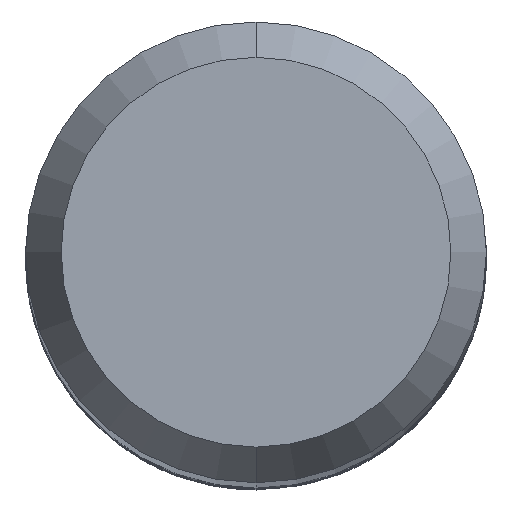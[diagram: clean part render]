
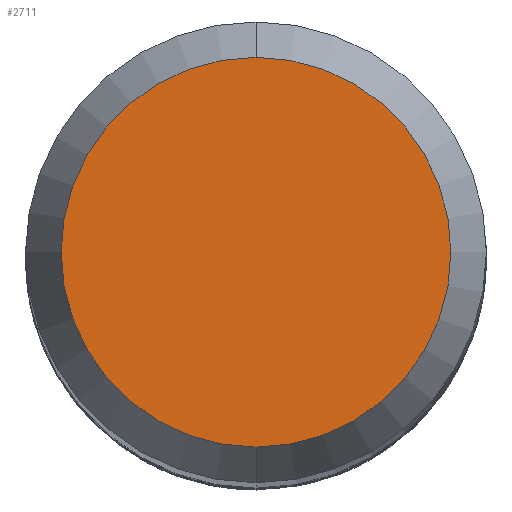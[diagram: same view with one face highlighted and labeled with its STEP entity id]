
A CAD part, top view. The second image highlights one B-rep face of the part: STEP entity #2711.
In plain terms, the highlighted planar face has unit normal (0, 0, 1).
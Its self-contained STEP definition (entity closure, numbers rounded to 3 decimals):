
#1757=VERTEX_POINT('',#4294);
#2711=ADVANCED_FACE('',(#5335),#5336,.T.);
#3337=VERTEX_POINT('',#6017);
#3377=EDGE_CURVE('',#3337,#1757,#6061,.T.);
#3619=EDGE_CURVE('',#1757,#3337,#6323,.T.);
#4294=CARTESIAN_POINT('',(0.0,2.538,0.0));
#5335=FACE_OUTER_BOUND('',#17968,.T.);
#5336=PLANE('',#17969);
#6017=CARTESIAN_POINT('',(0.,-2.538,0.0));
#6061=CIRCLE('',#22857,2.538);
#6323=CIRCLE('',#24573,2.538);
#17968=EDGE_LOOP('',(#27825,#27826));
#17969=AXIS2_PLACEMENT_3D('',#27827,#27828,#27829);
#22857=AXIS2_PLACEMENT_3D('',#28584,#28585,#28586);
#24573=AXIS2_PLACEMENT_3D('',#28850,#28851,#28852);
#27825=ORIENTED_EDGE('',*,*,#3619,.F.);
#27826=ORIENTED_EDGE('',*,*,#3377,.F.);
#27827=CARTESIAN_POINT('',(0.0,1.269,0.0));
#27828=DIRECTION('',(-0.0,0.0,1.0));
#27829=DIRECTION('',(0.0,-1.0,0.0));
#28584=CARTESIAN_POINT('',(0.0,0.0,0.0));
#28585=DIRECTION('',(0.0,0.0,-1.0));
#28586=DIRECTION('',(0.0,1.0,0.0));
#28850=CARTESIAN_POINT('',(0.0,0.0,0.0));
#28851=DIRECTION('',(0.0,0.0,-1.0));
#28852=DIRECTION('',(0.0,1.0,0.0));
